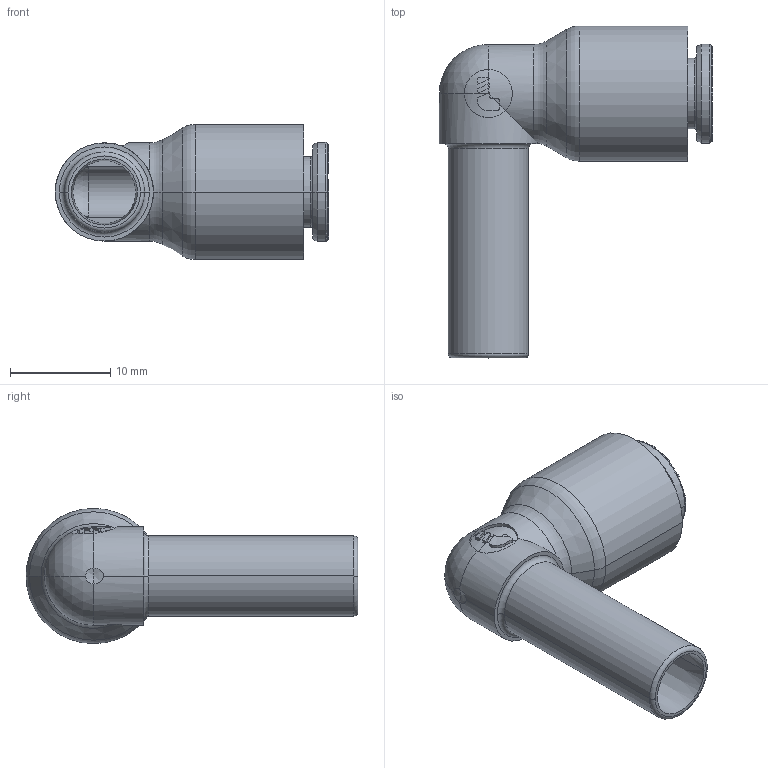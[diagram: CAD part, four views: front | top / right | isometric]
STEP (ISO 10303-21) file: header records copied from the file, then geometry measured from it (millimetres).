
FILE_DESCRIPTION(('STEP AP214'),'1');
FILE_NAME('6882_06_08.stp','2016-07-07T14:49:09',('TraceParts'),('TraceParts S.A.'),'Spatial InterOp 3D',' ',' ');
FILE_SCHEMA(('automotive_design'));
Length unit declared in the file: millimetre
Products named in the file (6): V882-06-08_ASM|Next assembly relationship#V800-06-00_CASSE_ASM|Next assembly relationship#44106-39;44106-39; V882-06-08_ASM|Next assembly relationship#V800-06-00_CASSE_ASM|Next assembly relationship#44106;44106; V882-06-08_ASM|Next assembly relationship#V800-06-00_CASSE_ASM|Next assembly relationship#44106-40;44106-40; V882-06-08_ASM|Next assembly relationship#V800-06-00_CASSE_ASM|Next assembly relationship#44106-38-CASSE;44106-38-CASSE; V882-06-08_ASM|Next assembly relationship#V800-06-00_CASSE_ASM|Next assembly relationship#44106-11-10-ASM;44106-11-10-ASM; V882-06-08_ASM|Next assembly relationship#44518-90;44518-90
Bounding box: 27.3 x 33.15 x 13.5 mm (x, y, z)
Volume: 2364 mm3; surface area: 4046.8 mm2
Topology: 6 solids, 7 shells, 760 faces, 1941 edges, 1212 vertices
Faces by surface type: plane 349, cylinder 144, cone 96, bspline 83, torus 80, sphere 8
Entity records: 27345 total; most frequent: CARTESIAN_POINT 9203, ORIENTED_EDGE 3872, DIRECTION 3656, EDGE_CURVE 1936, AXIS2_PLACEMENT_3D 1301, VERTEX_POINT 1212, LINE 1054, VECTOR 1054
